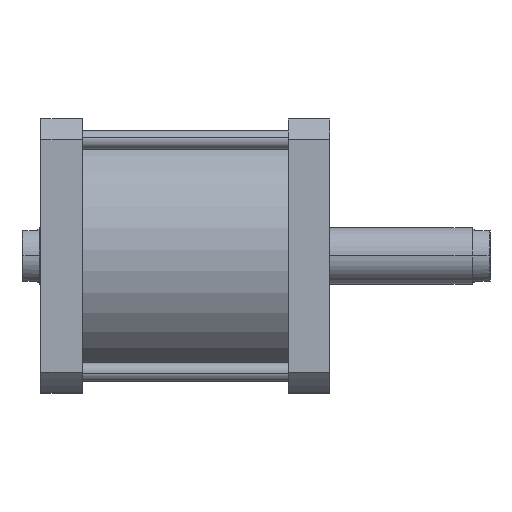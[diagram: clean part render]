
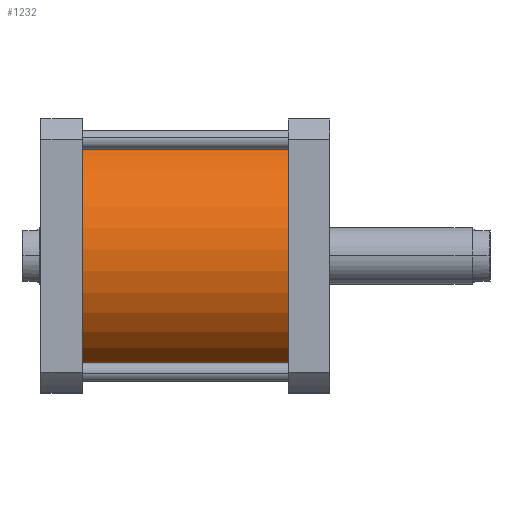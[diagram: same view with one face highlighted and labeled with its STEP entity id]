
A CAD part, top view. The second image highlights one B-rep face of the part: STEP entity #1232.
In plain terms, the highlighted cylindrical face has radius 66.5 mm (diameter 133 mm), a partial arc.
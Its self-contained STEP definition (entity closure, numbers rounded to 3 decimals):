
#164 = CARTESIAN_POINT ( 'NONE',  ( 66.5, 0., 0. ) ) ;
#201 = CARTESIAN_POINT ( 'NONE',  ( -66.5, 0., 0. ) ) ;
#263 = CARTESIAN_POINT ( 'NONE',  ( 66.5, 0., 109. ) ) ;
#292 = CARTESIAN_POINT ( 'NONE',  ( -66.5, 0., 109. ) ) ;
#478 = VERTEX_POINT ( 'NONE', #292 ) ;
#508 = VERTEX_POINT ( 'NONE', #263 ) ;
#570 = VERTEX_POINT ( 'NONE', #201 ) ;
#607 = VERTEX_POINT ( 'NONE', #164 ) ;
#1232 = ADVANCED_FACE ( 'NONE', ( #4759 ), #4762, .T. ) ;
#1247 = CARTESIAN_POINT ( 'NONE',  ( -66.5, 0., 109. ) ) ;
#1249 = DIRECTION ( 'NONE',  ( 1., 0., 0. ) ) ;
#1250 = DIRECTION ( 'NONE',  ( 0., 0., 1. ) ) ;
#1267 = CARTESIAN_POINT ( 'NONE',  ( 0., 0., 0. ) ) ;
#1332 = DIRECTION ( 'NONE',  ( 0., 0., -1. ) ) ;
#1337 = CARTESIAN_POINT ( 'NONE',  ( 66.5, 0., 109. ) ) ;
#1412 = DIRECTION ( 'NONE',  ( 0., 0., -1. ) ) ;
#1476 = DIRECTION ( 'NONE',  ( 1., 0., 0. ) ) ;
#1477 = DIRECTION ( 'NONE',  ( 0., 0., 1. ) ) ;
#1485 = CARTESIAN_POINT ( 'NONE',  ( 0., 0., 109. ) ) ;
#2630 = LINE ( 'NONE', #1337, #2633 ) ;
#2633 = VECTOR ( 'NONE', #1332, 1000. ) ;
#2685 = CIRCLE ( 'NONE', #3960, 66.5 ) ;
#2689 = VECTOR ( 'NONE', #1412, 1000. ) ;
#2690 = LINE ( 'NONE', #1247, #2689 ) ;
#2691 = CIRCLE ( 'NONE', #3964, 66.5 ) ;
#3174 = DIRECTION ( 'NONE',  ( -1., 0., 0. ) ) ;
#3185 = CARTESIAN_POINT ( 'NONE',  ( 0., 0., 109. ) ) ;
#3321 = DIRECTION ( 'NONE',  ( 0., 0., -1. ) ) ;
#3960 = AXIS2_PLACEMENT_3D ( 'NONE', #1267, #1250, #1249 ) ;
#3964 = AXIS2_PLACEMENT_3D ( 'NONE', #1485, #1477, #1476 ) ;
#4219 = ORIENTED_EDGE ( 'NONE', *, *, #5248, .T. ) ;
#4220 = ORIENTED_EDGE ( 'NONE', *, *, #5254, .T. ) ;
#4221 = ORIENTED_EDGE ( 'NONE', *, *, #5253, .F. ) ;
#4222 = ORIENTED_EDGE ( 'NONE', *, *, #5216, .F. ) ;
#4759 = FACE_OUTER_BOUND ( 'NONE', #5527, .T. ) ;
#4762 = CYLINDRICAL_SURFACE ( 'NONE', #5867, 66.5 ) ;
#5216 = EDGE_CURVE ( 'NONE', #508, #607, #2630, .T. ) ;
#5248 = EDGE_CURVE ( 'NONE', #570, #607, #2685, .T. ) ;
#5253 = EDGE_CURVE ( 'NONE', #478, #508, #2691, .T. ) ;
#5254 = EDGE_CURVE ( 'NONE', #478, #570, #2690, .T. ) ;
#5527 = EDGE_LOOP ( 'NONE', ( #4222, #4221, #4220, #4219 ) ) ;
#5867 = AXIS2_PLACEMENT_3D ( 'NONE', #3185, #3321, #3174 ) ;
